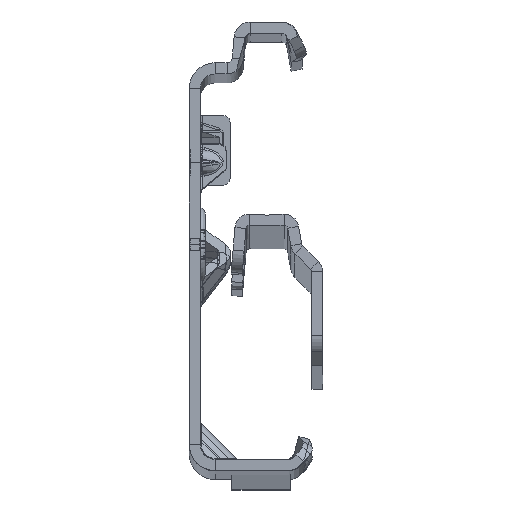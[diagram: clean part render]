
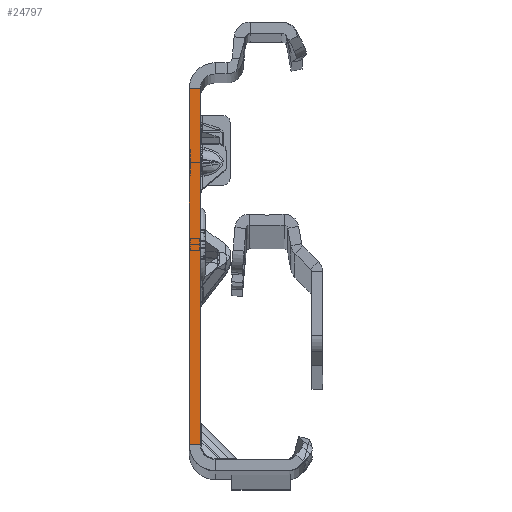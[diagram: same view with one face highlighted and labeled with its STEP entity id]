
A CAD part, top view. The second image highlights one B-rep face of the part: STEP entity #24797.
In plain terms, the highlighted planar face has unit normal (0, 0, 1).
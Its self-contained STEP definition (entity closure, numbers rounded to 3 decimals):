
#1072 = CARTESIAN_POINT ( 'NONE',  ( -1.5, 22.135, 0. ) ) ;
#2542 = VERTEX_POINT ( 'NONE', #1072 ) ;
#5038 = CARTESIAN_POINT ( 'NONE',  ( -1.5, -27.865, 0. ) ) ;
#6599 = DIRECTION ( 'NONE',  ( 1., 0., 0. ) ) ;
#8479 = ORIENTED_EDGE ( 'NONE', *, *, #25733, .T. ) ;
#9292 = ORIENTED_EDGE ( 'NONE', *, *, #19030, .T. ) ;
#9431 = CARTESIAN_POINT ( 'NONE',  ( 0., -27.865, 0. ) ) ;
#9643 = VECTOR ( 'NONE', #47145, 1000. ) ;
#10454 = ORIENTED_EDGE ( 'NONE', *, *, #16798, .F. ) ;
#11859 = FACE_OUTER_BOUND ( 'NONE', #18775, .T. ) ;
#12591 = CARTESIAN_POINT ( 'NONE',  ( -1.5, -25.865, 0. ) ) ;
#14402 = DIRECTION ( 'NONE',  ( -1., 0., 0. ) ) ;
#16344 = VERTEX_POINT ( 'NONE', #12591 ) ;
#16798 = EDGE_CURVE ( 'NONE', #24468, #16344, #23501, .T. ) ;
#18775 = EDGE_LOOP ( 'NONE', ( #48362, #9292, #8479, #10454 ) ) ;
#19030 = EDGE_CURVE ( 'NONE', #53043, #2542, #22725, .T. ) ;
#22725 = LINE ( 'NONE', #52413, #34837 ) ;
#23501 = LINE ( 'NONE', #48699, #38718 ) ;
#23808 = DIRECTION ( 'NONE',  ( 0., 0., 1. ) ) ;
#24468 = VERTEX_POINT ( 'NONE', #52492 ) ;
#24797 = ADVANCED_FACE ( 'NONE', ( #11859 ), #48757, .T. ) ;
#25733 = EDGE_CURVE ( 'NONE', #2542, #16344, #30881, .T. ) ;
#27689 = CARTESIAN_POINT ( 'NONE',  ( -1.5, -27.865, 0. ) ) ;
#28506 = AXIS2_PLACEMENT_3D ( 'NONE', #27689, #23808, #6599 ) ;
#30881 = LINE ( 'NONE', #5038, #42760 ) ;
#34837 = VECTOR ( 'NONE', #14402, 1000. ) ;
#38718 = VECTOR ( 'NONE', #44271, 1000. ) ;
#39189 = DIRECTION ( 'NONE',  ( 0., -1., 0. ) ) ;
#40637 = CARTESIAN_POINT ( 'NONE',  ( 0., 22.135, 0. ) ) ;
#42444 = LINE ( 'NONE', #9431, #9643 ) ;
#42760 = VECTOR ( 'NONE', #39189, 1000. ) ;
#44271 = DIRECTION ( 'NONE',  ( -1., 0., 0. ) ) ;
#47145 = DIRECTION ( 'NONE',  ( 0., -1., 0. ) ) ;
#48362 = ORIENTED_EDGE ( 'NONE', *, *, #50184, .F. ) ;
#48699 = CARTESIAN_POINT ( 'NONE',  ( 0., -25.865, 0. ) ) ;
#48757 = PLANE ( 'NONE',  #28506 ) ;
#50184 = EDGE_CURVE ( 'NONE', #53043, #24468, #42444, .T. ) ;
#52413 = CARTESIAN_POINT ( 'NONE',  ( 0., 22.135, 0. ) ) ;
#52492 = CARTESIAN_POINT ( 'NONE',  ( 0., -25.865, 0. ) ) ;
#53043 = VERTEX_POINT ( 'NONE', #40637 ) ;
